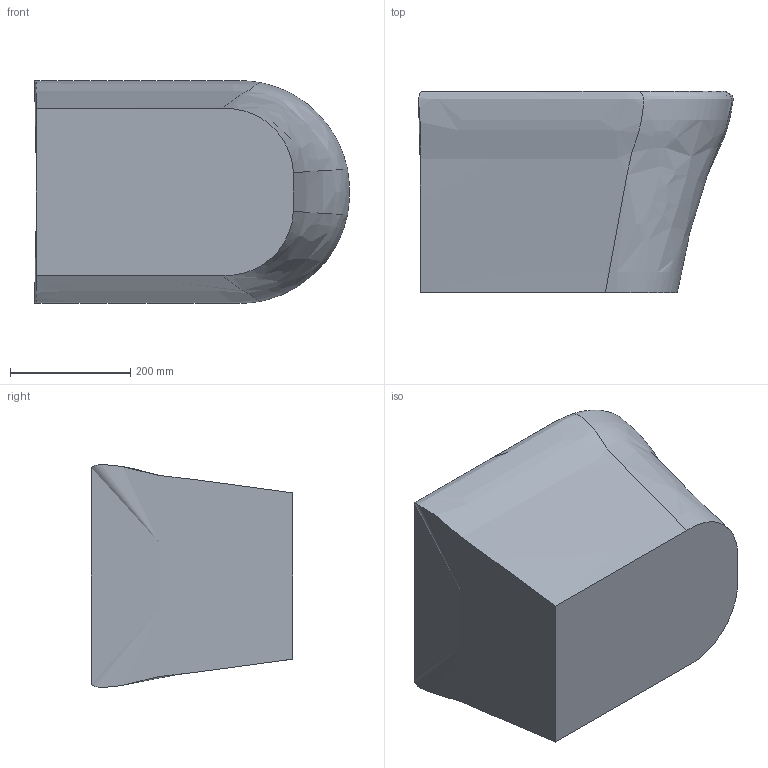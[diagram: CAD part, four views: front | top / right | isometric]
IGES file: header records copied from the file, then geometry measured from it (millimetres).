
Global section: file name: NPD3-WH-Bidet - N07605X_1; native system: AutoCAD 2016 - English; preprocessor: Autodesk Translation Framework DWG producer (atf_dwg_producer); organization: unknown; date: 20170502.152700; units: millimetre
Bounding box: 524 x 335 x 370.77 mm (x, y, z)
Volume: 37818254.7 mm3; surface area: 920674.1 mm2
Topology: 1 solids, 1 shells, 21 faces, 56 edges, 40 vertices
Faces by surface type: bspline 21
